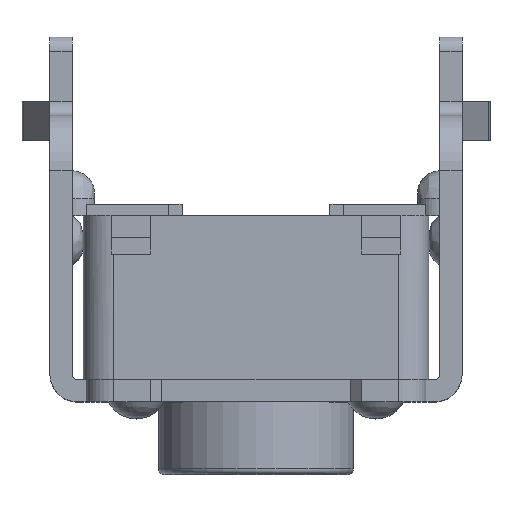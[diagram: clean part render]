
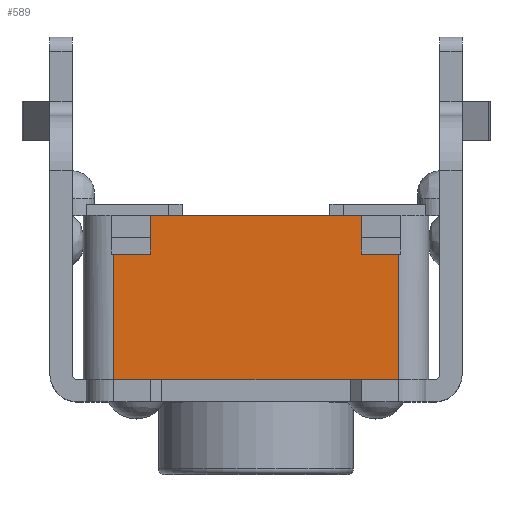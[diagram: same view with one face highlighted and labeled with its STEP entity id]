
A CAD part, top view. The second image highlights one B-rep face of the part: STEP entity #589.
In plain terms, the highlighted planar face has unit normal (0, 0, 1).
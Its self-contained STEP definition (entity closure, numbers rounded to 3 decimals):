
#589 = ADVANCED_FACE( '', ( #1331 ), #1332, .F. );
#1331 = FACE_OUTER_BOUND( '', #2247, .T. );
#1332 = PLANE( '', #2248 );
#2247 = EDGE_LOOP( '', ( #4106, #4107, #4108, #4109, #4110, #4111, #4112, #4113, #4114, #4115 ) );
#2248 = AXIS2_PLACEMENT_3D( '', #4116, #4117, #4118 );
#4106 = ORIENTED_EDGE( '', *, *, #6155, .F. );
#4107 = ORIENTED_EDGE( '', *, *, #6156, .T. );
#4108 = ORIENTED_EDGE( '', *, *, #6157, .T. );
#4109 = ORIENTED_EDGE( '', *, *, #6082, .F. );
#4110 = ORIENTED_EDGE( '', *, *, #6158, .T. );
#4111 = ORIENTED_EDGE( '', *, *, #6001, .T. );
#4112 = ORIENTED_EDGE( '', *, *, #6159, .T. );
#4113 = ORIENTED_EDGE( '', *, *, #5616, .F. );
#4114 = ORIENTED_EDGE( '', *, *, #5755, .T. );
#4115 = ORIENTED_EDGE( '', *, *, #6160, .F. );
#4116 = CARTESIAN_POINT( '', ( 3.1, 1., 3.1 ) );
#4117 = DIRECTION( '', ( 0., 0., -1. ) );
#4118 = DIRECTION( '', ( 0., 1., 0. ) );
#5616 = EDGE_CURVE( '', #6727, #6729, #6730, .T. );
#5755 = EDGE_CURVE( '', #6727, #6967, #6969, .F. );
#6001 = EDGE_CURVE( '', #7374, #7372, #7375, .T. );
#6082 = EDGE_CURVE( '', #7492, #7493, #7494, .T. );
#6155 = EDGE_CURVE( '', #7596, #7597, #7598, .T. );
#6156 = EDGE_CURVE( '', #7596, #7599, #7600, .T. );
#6157 = EDGE_CURVE( '', #7599, #7493, #7601, .T. );
#6158 = EDGE_CURVE( '', #7492, #7374, #7602, .T. );
#6159 = EDGE_CURVE( '', #7372, #6729, #7603, .T. );
#6160 = EDGE_CURVE( '', #7597, #6967, #7604, .T. );
#6727 = VERTEX_POINT( '', #8316 );
#6729 = VERTEX_POINT( '', #8318 );
#6730 = LINE( '', #8319, #8320 );
#6967 = VERTEX_POINT( '', #8639 );
#6969 = LINE( '', #8641, #8642 );
#7372 = VERTEX_POINT( '', #9183 );
#7374 = VERTEX_POINT( '', #9185 );
#7375 = LINE( '', #9186, #9187 );
#7492 = VERTEX_POINT( '', #9351 );
#7493 = VERTEX_POINT( '', #9352 );
#7494 = LINE( '', #9353, #9354 );
#7596 = VERTEX_POINT( '', #9496 );
#7597 = VERTEX_POINT( '', #9497 );
#7598 = LINE( '', #9498, #9499 );
#7599 = VERTEX_POINT( '', #9500 );
#7600 = LINE( '', #9501, #9502 );
#7601 = LINE( '', #9503, #9504 );
#7602 = LINE( '', #9505, #9506 );
#7603 = LINE( '', #9507, #9508 );
#7604 = LINE( '', #9509, #9510 );
#8316 = CARTESIAN_POINT( '', ( 2.55, -2.15, 3.1 ) );
#8318 = CARTESIAN_POINT( '', ( -2.55, -2.15, 3.1 ) );
#8319 = CARTESIAN_POINT( '', ( 3.1, -2.15, 3.1 ) );
#8320 = VECTOR( '', #10245, 1000. );
#8639 = CARTESIAN_POINT( '', ( 2.55, 0.1, 3.1 ) );
#8641 = CARTESIAN_POINT( '', ( 2.55, 1., 3.1 ) );
#8642 = VECTOR( '', #10427, 1000. );
#9183 = CARTESIAN_POINT( '', ( -2.55, 0.1, 3.1 ) );
#9185 = CARTESIAN_POINT( '', ( -1.9, 0.1, 3.1 ) );
#9186 = CARTESIAN_POINT( '', ( 3.1, 0.1, 3.1 ) );
#9187 = VECTOR( '', #10761, 1000. );
#9351 = CARTESIAN_POINT( '', ( -1.9, 0.4, 3.1 ) );
#9352 = CARTESIAN_POINT( '', ( -1.9, 0.8, 3.1 ) );
#9353 = CARTESIAN_POINT( '', ( -1.9, 1., 3.1 ) );
#9354 = VECTOR( '', #10848, 1000. );
#9496 = CARTESIAN_POINT( '', ( 1.9, 0.4, 3.1 ) );
#9497 = CARTESIAN_POINT( '', ( 1.9, 0.1, 3.1 ) );
#9498 = CARTESIAN_POINT( '', ( 1.9, 1., 3.1 ) );
#9499 = VECTOR( '', #10928, 1000. );
#9500 = CARTESIAN_POINT( '', ( 1.9, 0.8, 3.1 ) );
#9501 = CARTESIAN_POINT( '', ( 1.9, 1., 3.1 ) );
#9502 = VECTOR( '', #10929, 1000. );
#9503 = CARTESIAN_POINT( '', ( 3.1, 0.8, 3.1 ) );
#9504 = VECTOR( '', #10930, 1000. );
#9505 = CARTESIAN_POINT( '', ( -1.9, 1., 3.1 ) );
#9506 = VECTOR( '', #10931, 1000. );
#9507 = CARTESIAN_POINT( '', ( -2.55, 1., 3.1 ) );
#9508 = VECTOR( '', #10932, 1000. );
#9509 = CARTESIAN_POINT( '', ( 3.1, 0.1, 3.1 ) );
#9510 = VECTOR( '', #10933, 1000. );
#10245 = DIRECTION( '', ( -1., 0., 0. ) );
#10427 = DIRECTION( '', ( 0., -1., 0. ) );
#10761 = DIRECTION( '', ( -1., 0., 0. ) );
#10848 = DIRECTION( '', ( 0., 1., 0. ) );
#10928 = DIRECTION( '', ( 0., -1., 0. ) );
#10929 = DIRECTION( '', ( 0., 1., 0. ) );
#10930 = DIRECTION( '', ( -1., 0., 0. ) );
#10931 = DIRECTION( '', ( 0., -1., 0. ) );
#10932 = DIRECTION( '', ( 0., -1., 0. ) );
#10933 = DIRECTION( '', ( 1., 0., 0. ) );
